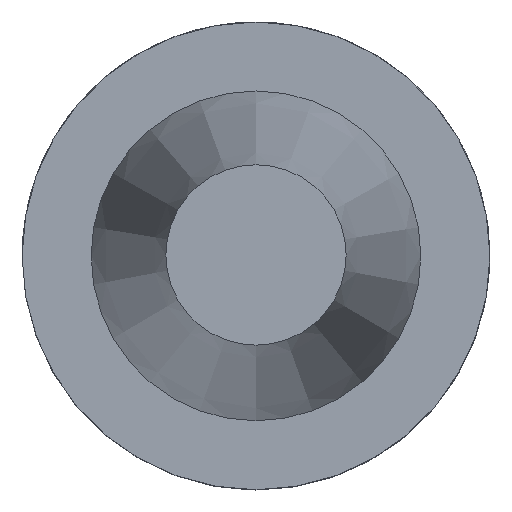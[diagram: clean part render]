
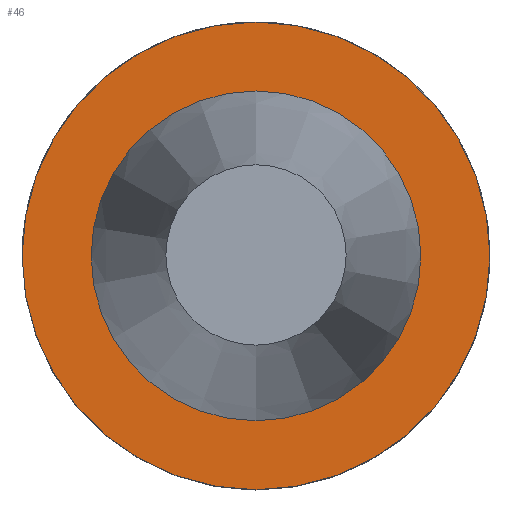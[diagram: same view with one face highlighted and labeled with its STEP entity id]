
A CAD part, top view. The second image highlights one B-rep face of the part: STEP entity #46.
In plain terms, the highlighted planar face has unit normal (0, 0, 1).
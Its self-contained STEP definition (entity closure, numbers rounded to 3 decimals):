
#46=ADVANCED_FACE('',(#72,#73),#65,.F.);
#65=PLANE('',#259);
#72=FACE_BOUND('',#106,.T.);
#73=FACE_BOUND('',#107,.T.);
#106=EDGE_LOOP('',(#142));
#107=EDGE_LOOP('',(#143));
#142=ORIENTED_EDGE('',*,*,#196,.T.);
#143=ORIENTED_EDGE('',*,*,#197,.T.);
#178=VERTEX_POINT('',#381);
#179=VERTEX_POINT('',#383);
#196=EDGE_CURVE('',#178,#178,#214,.T.);
#197=EDGE_CURVE('',#179,#179,#215,.T.);
#214=CIRCLE('',#257,31.775);
#215=CIRCLE('',#258,22.2);
#257=AXIS2_PLACEMENT_3D('',#380,#302,#303);
#258=AXIS2_PLACEMENT_3D('',#382,#304,#305);
#259=AXIS2_PLACEMENT_3D('',#384,#306,#307);
#302=DIRECTION('',(0.,0.,1.));
#303=DIRECTION('',(-1.,0.,0.));
#304=DIRECTION('',(0.,0.,-1.));
#305=DIRECTION('',(-1.,0.,0.));
#306=DIRECTION('',(0.,0.,-1.));
#307=DIRECTION('',(0.,-1.,0.));
#380=CARTESIAN_POINT('',(0.,0.,-3.2));
#381=CARTESIAN_POINT('',(-31.775,0.,-3.2));
#382=CARTESIAN_POINT('',(0.,0.,-3.2));
#383=CARTESIAN_POINT('',(-22.2,0.,-3.2));
#384=CARTESIAN_POINT('',(0.,0.,-3.2));
